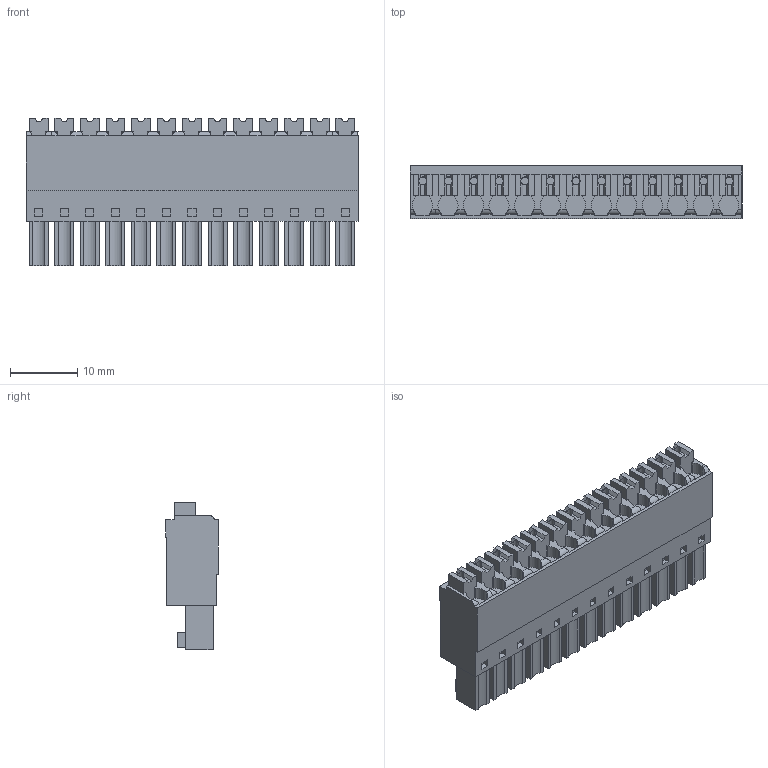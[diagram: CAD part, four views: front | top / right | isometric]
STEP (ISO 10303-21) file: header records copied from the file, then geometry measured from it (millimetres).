
FILE_DESCRIPTION(('CATIA V5 STEP Exchange','CAx-IF Rec.Pracs.--- Model Styling and Organization---1.2---2011-12-15'),'2;1');
FILE_NAME ('D1460661_0', '2017-07-25T12:58:00+00:00', ('none'), ('Weidmueller'), 'CATIA Version 5-6 Release 2014', 'CATIA V5 STEP AP214', 'none');
FILE_SCHEMA(('AUTOMOTIVE_DESIGN { 1 0 10303 214 1 1 1 1 }'));
Length unit declared in the file: millimetre
Products named in the file (1): 1970200000
Bounding box: 49.53 x 7.9 x 22 mm (x, y, z)
Volume: 5955.9 mm3; surface area: 5135.6 mm2
Topology: 14 solids, 14 shells, 783 faces, 2101 edges, 1398 vertices
Faces by surface type: plane 637, cylinder 146
Entity records: 23295 total; most frequent: CARTESIAN_POINT 4336, ORIENTED_EDGE 4202, DIRECTION 2894, EDGE_CURVE 2101, VECTOR 1707, LINE 1707, VERTEX_POINT 1398, EDGE_LOOP 861
